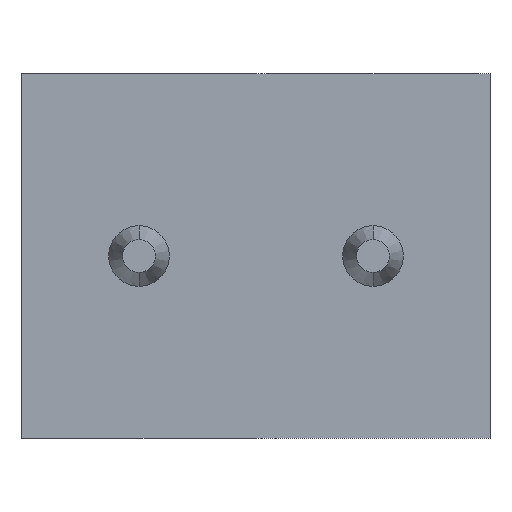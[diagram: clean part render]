
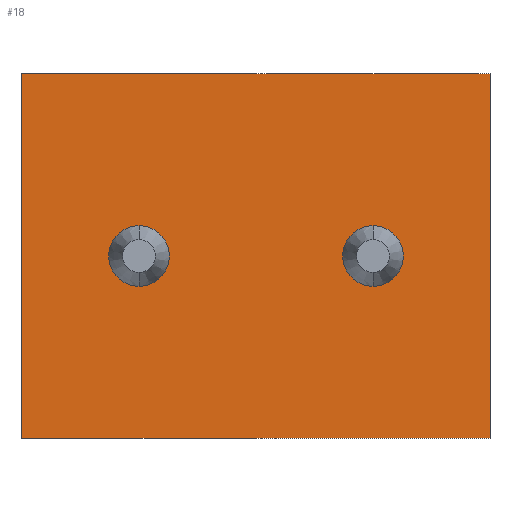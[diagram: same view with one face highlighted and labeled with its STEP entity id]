
A CAD part, front view. The second image highlights one B-rep face of the part: STEP entity #18.
In plain terms, the highlighted planar face has unit normal (0, -1, 0).
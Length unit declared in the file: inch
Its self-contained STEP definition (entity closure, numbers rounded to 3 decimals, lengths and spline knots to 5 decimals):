
#16 = EDGE_LOOP ( 'NONE', ( #329, #767, #425, #678 ) ) ;
#18 = ADVANCED_FACE ( 'NONE', ( #941, #862, #475 ), #677, .T. ) ;
#35 = ORIENTED_EDGE ( 'NONE', *, *, #196, .F. ) ;
#78 = VECTOR ( 'NONE', #530, 39.37008 ) ;
#113 = CARTESIAN_POINT ( 'NONE',  ( -0.0985, 0., 0. ) ) ;
#133 = EDGE_CURVE ( 'NONE', #751, #687, #673, .T. ) ;
#144 = DIRECTION ( 'NONE',  ( 0., 0., 1. ) ) ;
#151 = VERTEX_POINT ( 'NONE', #526 ) ;
#159 = AXIS2_PLACEMENT_3D ( 'NONE', #966, #962, #819 ) ;
#180 = CARTESIAN_POINT ( 'NONE',  ( 0.0985, 0., -0.0255 ) ) ;
#196 = EDGE_CURVE ( 'NONE', #264, #281, #311, .T. ) ;
#220 = LINE ( 'NONE', #754, #489 ) ;
#264 = VERTEX_POINT ( 'NONE', #701 ) ;
#273 = VECTOR ( 'NONE', #366, 39.37008 ) ;
#274 = CARTESIAN_POINT ( 'NONE',  ( 0., 0., 0. ) ) ;
#281 = VERTEX_POINT ( 'NONE', #693 ) ;
#283 = CARTESIAN_POINT ( 'NONE',  ( 0.197, 0., -0.1535 ) ) ;
#290 = AXIS2_PLACEMENT_3D ( 'NONE', #890, #341, #878 ) ;
#307 = AXIS2_PLACEMENT_3D ( 'NONE', #113, #349, #968 ) ;
#311 = CIRCLE ( 'NONE', #542, 0.0255 ) ;
#329 = ORIENTED_EDGE ( 'NONE', *, *, #961, .F. ) ;
#332 = EDGE_CURVE ( 'NONE', #709, #755, #928, .T. ) ;
#341 = DIRECTION ( 'NONE',  ( 0., -1., 0. ) ) ;
#346 = EDGE_CURVE ( 'NONE', #151, #709, #220, .T. ) ;
#349 = DIRECTION ( 'NONE',  ( 0., -1., 0. ) ) ;
#350 = EDGE_CURVE ( 'NONE', #899, #151, #747, .T. ) ;
#366 = DIRECTION ( 'NONE',  ( -1., 0., 0. ) ) ;
#393 = CARTESIAN_POINT ( 'NONE',  ( 0.197, 0., 0.1535 ) ) ;
#413 = CARTESIAN_POINT ( 'NONE',  ( 0.0985, 0., 0.0255 ) ) ;
#425 = ORIENTED_EDGE ( 'NONE', *, *, #346, .F. ) ;
#437 = VECTOR ( 'NONE', #818, 39.37008 ) ;
#475 = FACE_OUTER_BOUND ( 'NONE', #16, .T. ) ;
#487 = EDGE_LOOP ( 'NONE', ( #737, #699 ) ) ;
#489 = VECTOR ( 'NONE', #144, 39.37008 ) ;
#506 = AXIS2_PLACEMENT_3D ( 'NONE', #274, #739, #750 ) ;
#526 = CARTESIAN_POINT ( 'NONE',  ( -0.197, 0., -0.1535 ) ) ;
#530 = DIRECTION ( 'NONE',  ( 1., 0., 0. ) ) ;
#537 = DIRECTION ( 'NONE',  ( 0., -1., 0. ) ) ;
#542 = AXIS2_PLACEMENT_3D ( 'NONE', #936, #537, #605 ) ;
#544 = EDGE_LOOP ( 'NONE', ( #651, #35 ) ) ;
#568 = CIRCLE ( 'NONE', #307, 0.0255 ) ;
#577 = CARTESIAN_POINT ( 'NONE',  ( -0.197, 0., 0.1535 ) ) ;
#605 = DIRECTION ( 'NONE',  ( 0., 0., -1. ) ) ;
#615 = CARTESIAN_POINT ( 'NONE',  ( -0.197, 0., 0.1535 ) ) ;
#624 = EDGE_CURVE ( 'NONE', #281, #264, #568, .T. ) ;
#651 = ORIENTED_EDGE ( 'NONE', *, *, #624, .F. ) ;
#667 = EDGE_CURVE ( 'NONE', #687, #751, #733, .T. ) ;
#673 = CIRCLE ( 'NONE', #159, 0.0255 ) ;
#677 = PLANE ( 'NONE',  #506 ) ;
#678 = ORIENTED_EDGE ( 'NONE', *, *, #350, .F. ) ;
#687 = VERTEX_POINT ( 'NONE', #180 ) ;
#693 = CARTESIAN_POINT ( 'NONE',  ( -0.0985, 0., 0.0255 ) ) ;
#699 = ORIENTED_EDGE ( 'NONE', *, *, #667, .F. ) ;
#701 = CARTESIAN_POINT ( 'NONE',  ( -0.0985, 0., -0.0255 ) ) ;
#709 = VERTEX_POINT ( 'NONE', #577 ) ;
#733 = CIRCLE ( 'NONE', #290, 0.0255 ) ;
#737 = ORIENTED_EDGE ( 'NONE', *, *, #133, .F. ) ;
#739 = DIRECTION ( 'NONE',  ( 0., -1., 0. ) ) ;
#747 = LINE ( 'NONE', #822, #273 ) ;
#750 = DIRECTION ( 'NONE',  ( 0., 0., -1. ) ) ;
#751 = VERTEX_POINT ( 'NONE', #413 ) ;
#754 = CARTESIAN_POINT ( 'NONE',  ( -0.197, 0., 0.1535 ) ) ;
#755 = VERTEX_POINT ( 'NONE', #393 ) ;
#767 = ORIENTED_EDGE ( 'NONE', *, *, #332, .F. ) ;
#804 = CARTESIAN_POINT ( 'NONE',  ( 0.197, 0., 0.1535 ) ) ;
#818 = DIRECTION ( 'NONE',  ( 0., 0., -1. ) ) ;
#819 = DIRECTION ( 'NONE',  ( 0., 0., -1. ) ) ;
#821 = LINE ( 'NONE', #804, #437 ) ;
#822 = CARTESIAN_POINT ( 'NONE',  ( -0.197, 0., -0.1535 ) ) ;
#862 = FACE_BOUND ( 'NONE', #544, .T. ) ;
#878 = DIRECTION ( 'NONE',  ( 0., 0., -1. ) ) ;
#890 = CARTESIAN_POINT ( 'NONE',  ( 0.0985, 0., 0. ) ) ;
#899 = VERTEX_POINT ( 'NONE', #283 ) ;
#928 = LINE ( 'NONE', #615, #78 ) ;
#936 = CARTESIAN_POINT ( 'NONE',  ( -0.0985, 0., 0. ) ) ;
#941 = FACE_BOUND ( 'NONE', #487, .T. ) ;
#961 = EDGE_CURVE ( 'NONE', #755, #899, #821, .T. ) ;
#962 = DIRECTION ( 'NONE',  ( 0., -1., 0. ) ) ;
#966 = CARTESIAN_POINT ( 'NONE',  ( 0.0985, 0., 0. ) ) ;
#968 = DIRECTION ( 'NONE',  ( 0., 0., -1. ) ) ;
